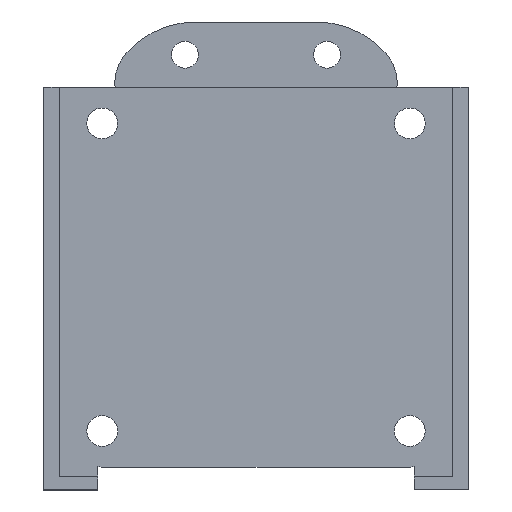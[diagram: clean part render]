
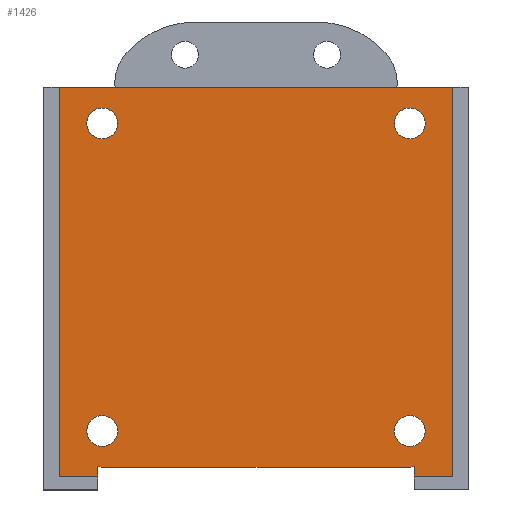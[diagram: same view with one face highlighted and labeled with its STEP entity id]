
A CAD part, top view. The second image highlights one B-rep face of the part: STEP entity #1426.
In plain terms, the highlighted planar face has unit normal (0, 0, 1).
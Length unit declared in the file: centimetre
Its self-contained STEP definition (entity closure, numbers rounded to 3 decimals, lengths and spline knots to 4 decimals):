
#28=FACE_BOUND('',#237,.T.);
#29=FACE_BOUND('',#238,.T.);
#30=FACE_BOUND('',#239,.T.);
#31=FACE_BOUND('',#240,.T.);
#62=CIRCLE('',#1520,0.2);
#63=CIRCLE('',#1522,0.2);
#64=CIRCLE('',#1524,0.2);
#65=CIRCLE('',#1526,0.2);
#66=CIRCLE('',#1529,0.4201);
#67=CIRCLE('',#1532,0.4201);
#154=FACE_OUTER_BOUND('',#236,.T.);
#236=EDGE_LOOP('',(#1289,#1290,#1291,#1292,#1293,#1294,#1295,#1296,#1297,
#1298,#1299,#1300,#1301,#1302));
#237=EDGE_LOOP('',(#1303));
#238=EDGE_LOOP('',(#1304));
#239=EDGE_LOOP('',(#1305));
#240=EDGE_LOOP('',(#1306));
#241=LINE('',#1916,#407);
#245=LINE('',#1924,#411);
#260=LINE('',#1955,#426);
#264=LINE('',#1963,#430);
#281=LINE('',#1998,#447);
#284=LINE('',#2004,#450);
#287=LINE('',#2008,#453);
#289=LINE('',#2013,#455);
#292=LINE('',#2019,#458);
#295=LINE('',#2025,#461);
#403=LINE('',#2300,#569);
#405=LINE('',#2307,#571);
#407=VECTOR('',#1538,1.);
#411=VECTOR('',#1544,1.);
#426=VECTOR('',#1569,1.);
#430=VECTOR('',#1575,1.);
#447=VECTOR('',#1602,1.);
#450=VECTOR('',#1607,1.);
#453=VECTOR('',#1612,1.);
#455=VECTOR('',#1616,1.);
#458=VECTOR('',#1621,1.);
#461=VECTOR('',#1626,1.);
#569=VECTOR('',#1896,1.);
#571=VECTOR('',#1904,1.);
#573=VERTEX_POINT('',#1914);
#574=VERTEX_POINT('',#1915);
#577=VERTEX_POINT('',#1923);
#587=VERTEX_POINT('',#1953);
#588=VERTEX_POINT('',#1954);
#591=VERTEX_POINT('',#1962);
#603=VERTEX_POINT('',#1995);
#604=VERTEX_POINT('',#1997);
#606=VERTEX_POINT('',#2003);
#608=VERTEX_POINT('',#2012);
#610=VERTEX_POINT('',#2018);
#612=VERTEX_POINT('',#2024);
#695=VERTEX_POINT('',#2284);
#696=VERTEX_POINT('',#2288);
#697=VERTEX_POINT('',#2292);
#698=VERTEX_POINT('',#2296);
#699=VERTEX_POINT('',#2302);
#700=VERTEX_POINT('',#2306);
#701=EDGE_CURVE('',#573,#574,#241,.T.);
#705=EDGE_CURVE('',#577,#573,#245,.T.);
#720=EDGE_CURVE('',#587,#588,#260,.T.);
#724=EDGE_CURVE('',#588,#591,#264,.T.);
#741=EDGE_CURVE('',#604,#603,#281,.T.);
#744=EDGE_CURVE('',#606,#604,#284,.T.);
#747=EDGE_CURVE('',#591,#606,#287,.T.);
#749=EDGE_CURVE('',#608,#577,#289,.T.);
#752=EDGE_CURVE('',#610,#608,#292,.T.);
#755=EDGE_CURVE('',#612,#610,#295,.T.);
#889=EDGE_CURVE('',#695,#695,#62,.T.);
#891=EDGE_CURVE('',#696,#696,#63,.T.);
#893=EDGE_CURVE('',#697,#697,#64,.T.);
#895=EDGE_CURVE('',#698,#698,#65,.T.);
#897=EDGE_CURVE('',#574,#587,#403,.T.);
#898=EDGE_CURVE('',#699,#612,#66,.T.);
#900=EDGE_CURVE('',#700,#699,#405,.T.);
#902=EDGE_CURVE('',#603,#700,#67,.T.);
#1289=ORIENTED_EDGE('',*,*,#902,.T.);
#1290=ORIENTED_EDGE('',*,*,#900,.T.);
#1291=ORIENTED_EDGE('',*,*,#898,.T.);
#1292=ORIENTED_EDGE('',*,*,#755,.T.);
#1293=ORIENTED_EDGE('',*,*,#752,.T.);
#1294=ORIENTED_EDGE('',*,*,#749,.T.);
#1295=ORIENTED_EDGE('',*,*,#705,.T.);
#1296=ORIENTED_EDGE('',*,*,#701,.T.);
#1297=ORIENTED_EDGE('',*,*,#897,.T.);
#1298=ORIENTED_EDGE('',*,*,#720,.T.);
#1299=ORIENTED_EDGE('',*,*,#724,.T.);
#1300=ORIENTED_EDGE('',*,*,#747,.T.);
#1301=ORIENTED_EDGE('',*,*,#744,.T.);
#1302=ORIENTED_EDGE('',*,*,#741,.T.);
#1303=ORIENTED_EDGE('',*,*,#895,.T.);
#1304=ORIENTED_EDGE('',*,*,#893,.T.);
#1305=ORIENTED_EDGE('',*,*,#891,.T.);
#1306=ORIENTED_EDGE('',*,*,#889,.T.);
#1357=PLANE('',#1533);
#1426=ADVANCED_FACE('',(#154,#28,#29,#30,#31),#1357,.T.);
#1520=AXIS2_PLACEMENT_3D('',#2285,#1876,#1877);
#1522=AXIS2_PLACEMENT_3D('',#2289,#1881,#1882);
#1524=AXIS2_PLACEMENT_3D('',#2293,#1886,#1887);
#1526=AXIS2_PLACEMENT_3D('',#2297,#1891,#1892);
#1529=AXIS2_PLACEMENT_3D('',#2303,#1899,#1900);
#1532=AXIS2_PLACEMENT_3D('',#2310,#1908,#1909);
#1533=AXIS2_PLACEMENT_3D('',#2311,#1910,#1911);
#1538=DIRECTION('',(0.,1.,0.));
#1544=DIRECTION('',(1.,0.,0.));
#1569=DIRECTION('',(0.,-1.,0.));
#1575=DIRECTION('',(1.,0.,0.));
#1602=DIRECTION('',(0.,1.,0.));
#1607=DIRECTION('',(1.,0.,0.));
#1612=DIRECTION('',(0.,1.,0.));
#1616=DIRECTION('',(0.,-1.,0.));
#1621=DIRECTION('',(1.,0.,0.));
#1626=DIRECTION('',(0.,-1.,0.));
#1876=DIRECTION('center_axis',(0.,0.,-1.));
#1877=DIRECTION('ref_axis',(1.,0.,0.));
#1881=DIRECTION('center_axis',(0.,0.,-1.));
#1882=DIRECTION('ref_axis',(1.,0.,0.));
#1886=DIRECTION('center_axis',(0.,0.,-1.));
#1887=DIRECTION('ref_axis',(1.,0.,0.));
#1891=DIRECTION('center_axis',(0.,0.,-1.));
#1892=DIRECTION('ref_axis',(1.,0.,0.));
#1896=DIRECTION('',(-1.,0.,0.));
#1899=DIRECTION('center_axis',(0.,0.,1.));
#1900=DIRECTION('ref_axis',(0.,-1.,0.));
#1904=DIRECTION('',(1.,0.,0.));
#1908=DIRECTION('center_axis',(0.,0.,1.));
#1909=DIRECTION('ref_axis',(-0.145,-0.989,0.));
#1910=DIRECTION('center_axis',(0.,0.,1.));
#1911=DIRECTION('ref_axis',(1.,0.,0.));
#1914=CARTESIAN_POINT('',(16.0601,-2.7,0.2));
#1915=CARTESIAN_POINT('',(16.0601,2.37,0.2));
#1916=CARTESIAN_POINT('',(16.0601,2.37,0.2));
#1923=CARTESIAN_POINT('',(15.9102,-2.7,0.2));
#1924=CARTESIAN_POINT('',(15.9102,-2.7,0.2));
#1953=CARTESIAN_POINT('',(10.9399,2.37,0.2));
#1954=CARTESIAN_POINT('',(10.9399,-2.7,0.2));
#1955=CARTESIAN_POINT('',(10.9399,2.37,0.2));
#1962=CARTESIAN_POINT('',(11.0898,-2.7,0.2));
#1963=CARTESIAN_POINT('',(11.0898,-2.7,0.2));
#1995=CARTESIAN_POINT('',(11.4444,-2.5655,0.2));
#1997=CARTESIAN_POINT('',(11.4444,-2.6999,0.2));
#1998=CARTESIAN_POINT('',(11.4444,-2.5655,0.2));
#2003=CARTESIAN_POINT('',(11.0898,-2.6999,0.2));
#2004=CARTESIAN_POINT('',(15.9102,-2.6999,0.2));
#2008=CARTESIAN_POINT('',(11.0898,-2.211,0.2));
#2012=CARTESIAN_POINT('',(15.9102,-2.6999,0.2));
#2013=CARTESIAN_POINT('',(15.9102,-2.211,0.2));
#2018=CARTESIAN_POINT('',(15.5556,-2.6999,0.2));
#2019=CARTESIAN_POINT('',(15.9102,-2.6999,0.2));
#2024=CARTESIAN_POINT('',(15.5556,-2.5655,0.2));
#2025=CARTESIAN_POINT('',(15.5556,-2.5655,0.2));
#2284=CARTESIAN_POINT('',(11.3,-2.1,0.2));
#2285=CARTESIAN_POINT('Origin',(11.5,-2.1,0.2));
#2288=CARTESIAN_POINT('',(15.3,-2.1,0.2));
#2289=CARTESIAN_POINT('Origin',(15.5,-2.1,0.2));
#2292=CARTESIAN_POINT('',(11.3,1.9,0.2));
#2293=CARTESIAN_POINT('Origin',(11.5,1.9,0.2));
#2296=CARTESIAN_POINT('',(15.3,1.9,0.2));
#2297=CARTESIAN_POINT('Origin',(15.5,1.9,0.2));
#2300=CARTESIAN_POINT('',(15.5601,2.37,0.2));
#2302=CARTESIAN_POINT('',(15.4946,-2.57,0.2));
#2303=CARTESIAN_POINT('Origin',(15.4946,-2.1499,0.2));
#2306=CARTESIAN_POINT('',(11.5054,-2.57,0.2));
#2307=CARTESIAN_POINT('',(15.4946,-2.57,0.2));
#2310=CARTESIAN_POINT('Origin',(11.5054,-2.1499,0.2));
#2311=CARTESIAN_POINT('Origin',(13.5,-0.1,0.2));
